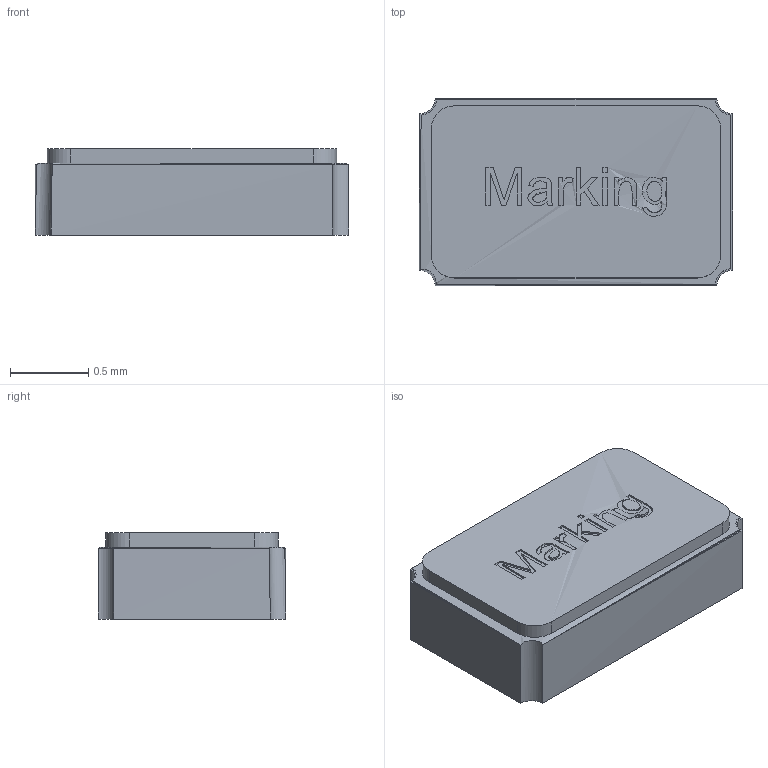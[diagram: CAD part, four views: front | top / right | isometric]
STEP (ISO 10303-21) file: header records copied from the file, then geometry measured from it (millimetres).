
FILE_DESCRIPTION(/* description */ ('Unknown'),/* implementation_level */ '2;1');
FILE_NAME(/* name */ 'Y_Wurth_WE-XTAL_Watch-IQXC-25',/* time_stamp */ '2025-09-04T11:12:45+08:00',/* author */ ('Unknown'),/* organization */ ('Unknown'),/* preprocessor_version */ 'ST-DEVELOPER v19.4',/* originating_system */ 'Solid Edge',/* authorisation */ 'Unknown');
FILE_SCHEMA (('AUTOMOTIVE_DESIGN {1 0 10303 214 3 1 1}'));
Length unit declared in the file: millimetre
Products named in the file (1): Y_Wurth_WE-XTAL_Watch-IQXC-25
Bounding box: 2 x 1.2 x 0.55 mm (x, y, z)
Volume: 1.3 mm3; surface area: 8.2 mm2
Topology: 1 solids, 1 shells, 95 faces, 246 edges, 164 vertices
Faces by surface type: plane 74, cylinder 12, bspline 9
Entity records: 3704 total; most frequent: CARTESIAN_POINT 949, ORIENTED_EDGE 490, DIRECTION 310, EDGE_CURVE 245, VERTEX_POINT 164, B_SPLINE_CURVE_WITH_KNOTS 130, AXIS2_PLACEMENT_3D 108, EDGE_LOOP 107
